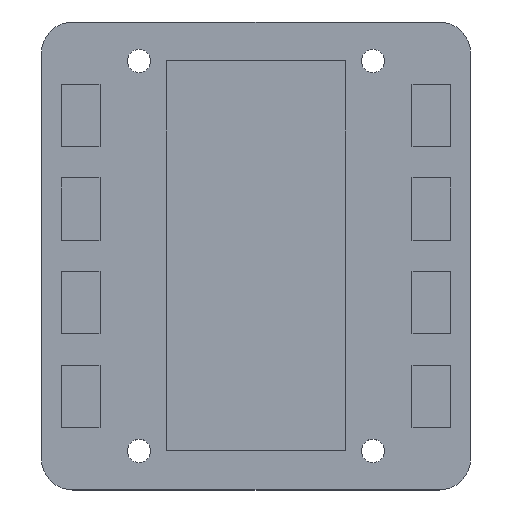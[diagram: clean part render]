
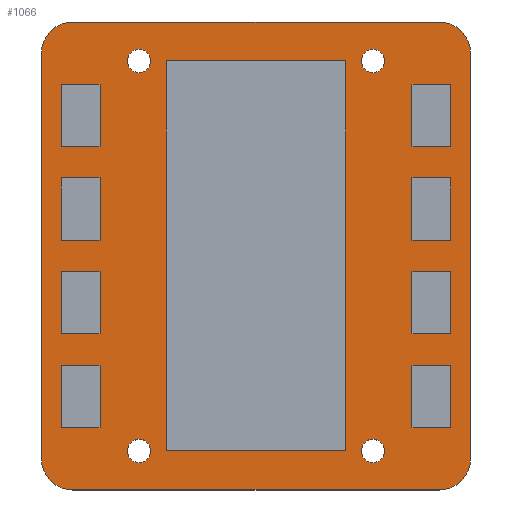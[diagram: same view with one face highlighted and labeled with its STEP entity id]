
A CAD part, top view. The second image highlights one B-rep face of the part: STEP entity #1066.
In plain terms, the highlighted planar face has unit normal (0, 0, 1).
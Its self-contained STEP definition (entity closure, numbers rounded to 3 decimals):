
#37=FACE_BOUND('',#187,.T.);
#38=FACE_BOUND('',#188,.T.);
#39=FACE_BOUND('',#189,.T.);
#40=FACE_BOUND('',#190,.T.);
#46=PLANE('',#1173);
#114=FACE_OUTER_BOUND('',#186,.T.);
#186=EDGE_LOOP('',(#817,#818,#819,#820,#821,#822,#823,#824));
#187=EDGE_LOOP('',(#825));
#188=EDGE_LOOP('',(#826));
#189=EDGE_LOOP('',(#827));
#190=EDGE_LOOP('',(#828));
#249=LINE('',#1541,#377);
#255=LINE('',#1569,#383);
#258=LINE('',#1577,#386);
#264=LINE('',#1599,#392);
#377=VECTOR('',#1242,10.);
#383=VECTOR('',#1270,10.);
#386=VECTOR('',#1279,10.);
#392=VECTOR('',#1307,10.);
#501=CIRCLE('',#1145,4.);
#510=CIRCLE('',#1157,4.);
#511=CIRCLE('',#1160,4.);
#512=CIRCLE('',#1163,4.);
#513=CIRCLE('',#1165,1.5);
#514=CIRCLE('',#1167,1.5);
#515=CIRCLE('',#1169,1.5);
#516=CIRCLE('',#1171,1.5);
#517=VERTEX_POINT('',#1528);
#518=VERTEX_POINT('',#1529);
#522=VERTEX_POINT('',#1539);
#532=VERTEX_POINT('',#1563);
#533=VERTEX_POINT('',#1567);
#534=VERTEX_POINT('',#1571);
#535=VERTEX_POINT('',#1575);
#536=VERTEX_POINT('',#1579);
#537=VERTEX_POINT('',#1583);
#538=VERTEX_POINT('',#1587);
#539=VERTEX_POINT('',#1591);
#540=VERTEX_POINT('',#1595);
#613=EDGE_CURVE('',#517,#518,#501,.T.);
#619=EDGE_CURVE('',#517,#522,#249,.T.);
#630=EDGE_CURVE('',#532,#522,#510,.T.);
#633=EDGE_CURVE('',#532,#533,#255,.T.);
#634=EDGE_CURVE('',#534,#533,#511,.T.);
#637=EDGE_CURVE('',#534,#535,#258,.T.);
#638=EDGE_CURVE('',#536,#535,#512,.T.);
#640=EDGE_CURVE('',#537,#537,#513,.T.);
#642=EDGE_CURVE('',#538,#538,#514,.T.);
#644=EDGE_CURVE('',#539,#539,#515,.T.);
#646=EDGE_CURVE('',#540,#540,#516,.T.);
#648=EDGE_CURVE('',#536,#518,#264,.T.);
#817=ORIENTED_EDGE('',*,*,#613,.F.);
#818=ORIENTED_EDGE('',*,*,#619,.T.);
#819=ORIENTED_EDGE('',*,*,#630,.F.);
#820=ORIENTED_EDGE('',*,*,#633,.T.);
#821=ORIENTED_EDGE('',*,*,#634,.F.);
#822=ORIENTED_EDGE('',*,*,#637,.T.);
#823=ORIENTED_EDGE('',*,*,#638,.F.);
#824=ORIENTED_EDGE('',*,*,#648,.T.);
#825=ORIENTED_EDGE('',*,*,#646,.T.);
#826=ORIENTED_EDGE('',*,*,#644,.T.);
#827=ORIENTED_EDGE('',*,*,#642,.T.);
#828=ORIENTED_EDGE('',*,*,#640,.T.);
#1066=ADVANCED_FACE('',(#114,#37,#38,#39,#40),#46,.T.);
#1145=AXIS2_PLACEMENT_3D('',#1530,#1232,#1233);
#1157=AXIS2_PLACEMENT_3D('',#1564,#1264,#1265);
#1160=AXIS2_PLACEMENT_3D('',#1572,#1273,#1274);
#1163=AXIS2_PLACEMENT_3D('',#1580,#1282,#1283);
#1165=AXIS2_PLACEMENT_3D('',#1584,#1287,#1288);
#1167=AXIS2_PLACEMENT_3D('',#1588,#1292,#1293);
#1169=AXIS2_PLACEMENT_3D('',#1592,#1297,#1298);
#1171=AXIS2_PLACEMENT_3D('',#1596,#1302,#1303);
#1173=AXIS2_PLACEMENT_3D('',#1600,#1308,#1309);
#1232=DIRECTION('center_axis',(0.,0.,-1.));
#1233=DIRECTION('ref_axis',(0.707,0.707,0.));
#1242=DIRECTION('',(-1.,0.,0.));
#1264=DIRECTION('center_axis',(0.,0.,-1.));
#1265=DIRECTION('ref_axis',(-0.707,0.707,0.));
#1270=DIRECTION('',(0.,-1.,0.));
#1273=DIRECTION('center_axis',(0.,0.,-1.));
#1274=DIRECTION('ref_axis',(-0.707,-0.707,0.));
#1279=DIRECTION('',(1.,0.,0.));
#1282=DIRECTION('center_axis',(0.,0.,-1.));
#1283=DIRECTION('ref_axis',(0.707,-0.707,0.));
#1287=DIRECTION('center_axis',(0.,0.,-1.));
#1288=DIRECTION('ref_axis',(1.,0.,0.));
#1292=DIRECTION('center_axis',(0.,0.,-1.));
#1293=DIRECTION('ref_axis',(1.,0.,0.));
#1297=DIRECTION('center_axis',(0.,0.,-1.));
#1298=DIRECTION('ref_axis',(1.,0.,0.));
#1302=DIRECTION('center_axis',(0.,0.,-1.));
#1303=DIRECTION('ref_axis',(1.,0.,0.));
#1307=DIRECTION('',(0.,1.,0.));
#1308=DIRECTION('center_axis',(0.,0.,1.));
#1309=DIRECTION('ref_axis',(1.,0.,0.));
#1528=CARTESIAN_POINT('',(23.5,30.,1.6));
#1529=CARTESIAN_POINT('',(27.5,26.,1.6));
#1530=CARTESIAN_POINT('Origin',(23.5,26.,1.6));
#1539=CARTESIAN_POINT('',(-23.5,30.,1.6));
#1541=CARTESIAN_POINT('',(-27.5,30.,1.6));
#1563=CARTESIAN_POINT('',(-27.5,26.,1.6));
#1564=CARTESIAN_POINT('Origin',(-23.5,26.,1.6));
#1567=CARTESIAN_POINT('',(-27.5,-26.,1.6));
#1569=CARTESIAN_POINT('',(-27.5,-30.,1.6));
#1571=CARTESIAN_POINT('',(-23.5,-30.,1.6));
#1572=CARTESIAN_POINT('Origin',(-23.5,-26.,1.6));
#1575=CARTESIAN_POINT('',(23.5,-30.,1.6));
#1577=CARTESIAN_POINT('',(27.5,-30.,1.6));
#1579=CARTESIAN_POINT('',(27.5,-26.,1.6));
#1580=CARTESIAN_POINT('Origin',(23.5,-26.,1.6));
#1583=CARTESIAN_POINT('',(13.5,-25.,1.6));
#1584=CARTESIAN_POINT('Origin',(15.,-25.,1.6));
#1587=CARTESIAN_POINT('',(-16.5,25.,1.6));
#1588=CARTESIAN_POINT('Origin',(-15.,25.,1.6));
#1591=CARTESIAN_POINT('',(13.5,25.,1.6));
#1592=CARTESIAN_POINT('Origin',(15.,25.,1.6));
#1595=CARTESIAN_POINT('',(-16.5,-25.,1.6));
#1596=CARTESIAN_POINT('Origin',(-15.,-25.,1.6));
#1599=CARTESIAN_POINT('',(27.5,30.,1.6));
#1600=CARTESIAN_POINT('Origin',(0.,0.,1.6));
